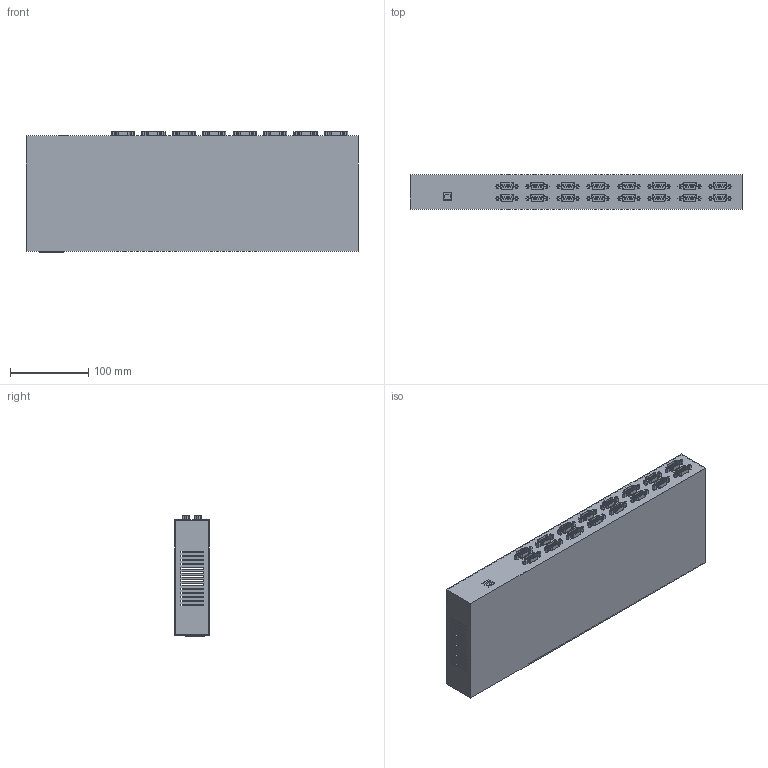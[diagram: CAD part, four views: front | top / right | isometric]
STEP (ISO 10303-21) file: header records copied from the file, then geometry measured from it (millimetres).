
FILE_DESCRIPTION(/* description */ (''),/* implementation_level */ '2;1');
FILE_NAME(/* name */ 'USB-16COM-RM.stp',/* time_stamp */ '2016-06-17T13:33:27-04:00',/* author */ ('Kieran'),/* organization */ (''),/* preprocessor_version */ 'ST-DEVELOPER v15.6',/* originating_system */ 'Autodesk Inventor 2015',/* authorisation */ '');
FILE_SCHEMA (('AUTOMOTIVE_DESIGN { 1 0 10303 214 3 1 1 }'));
Length unit declared in the file: millimetre
Products named in the file (1): USB-16COM-RM
Bounding box: 425 x 44.25 x 154.25 mm (x, y, z)
Volume: 179351.7 mm3; surface area: 364644.4 mm2
Topology: 1 solids, 1 shells, 1066 faces, 2424 edges, 1616 vertices
Faces by surface type: plane 706, cylinder 360
Full cylindrical faces by diameter (mm): 1 x144, 2.45 x32
Entity records: 29220 total; most frequent: DIRECTION 5102, CARTESIAN_POINT 4931, ORIENTED_EDGE 4496, EDGE_CURVE 2248, AXIS2_PLACEMENT_3D 1787, VERTEX_POINT 1616, EDGE_LOOP 1552, LINE 1528
